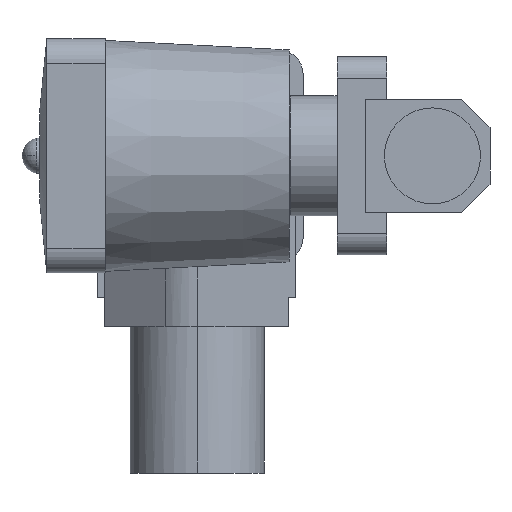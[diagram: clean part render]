
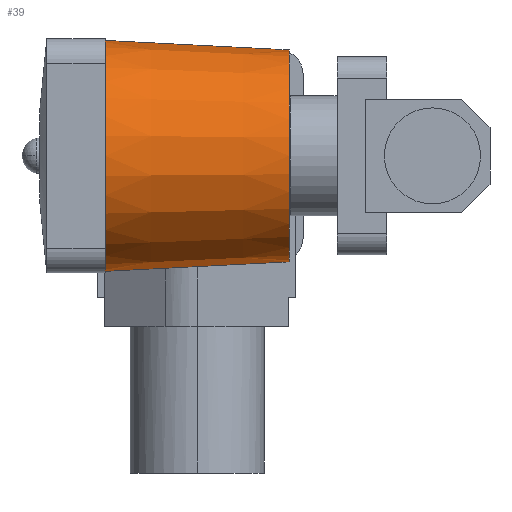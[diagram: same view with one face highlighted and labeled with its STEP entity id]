
A CAD part, left-side view. The second image highlights one B-rep face of the part: STEP entity #39.
In plain terms, the highlighted conical face has half-angle 2.943 degrees and reference radius 30 mm.
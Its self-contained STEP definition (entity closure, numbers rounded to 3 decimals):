
#39 = ADVANCED_FACE ( 'NONE', ( #188 ), #3272, .T. ) ;
#147 = CARTESIAN_POINT ( 'NONE',  ( 0., 7.5, -30. ) ) ;
#188 = FACE_OUTER_BOUND ( 'NONE', #244, .T. ) ;
#244 = EDGE_LOOP ( 'NONE', ( #2735, #2686, #3608, #915 ) ) ;
#315 = EDGE_CURVE ( 'NONE', #3252, #2109, #2050, .T. ) ;
#402 = AXIS2_PLACEMENT_3D ( 'NONE', #2101, #3248, #630 ) ;
#492 = DIRECTION ( 'NONE',  ( 0., 0., 1. ) ) ;
#507 = CIRCLE ( 'NONE', #1728, 32.673 ) ;
#531 = EDGE_CURVE ( 'NONE', #3252, #2205, #3212, .T. ) ;
#630 = DIRECTION ( 'NONE',  ( 0., 0., -1. ) ) ;
#834 = VECTOR ( 'NONE', #931, 1000. ) ;
#873 = CARTESIAN_POINT ( 'NONE',  ( 0., 7.5, 30. ) ) ;
#915 = ORIENTED_EDGE ( 'NONE', *, *, #2152, .F. ) ;
#931 = DIRECTION ( 'NONE',  ( 0., 0.999, 0.051 ) ) ;
#1033 = DIRECTION ( 'NONE',  ( 0., 1., 0. ) ) ;
#1066 = DIRECTION ( 'NONE',  ( 0., 1., 0. ) ) ;
#1308 = AXIS2_PLACEMENT_3D ( 'NONE', #3117, #1033, #492 ) ;
#1309 = DIRECTION ( 'NONE',  ( 0., 0.999, -0.051 ) ) ;
#1728 = AXIS2_PLACEMENT_3D ( 'NONE', #2501, #1066, #1897 ) ;
#1778 = CARTESIAN_POINT ( 'NONE',  ( 0., 7.5, 30. ) ) ;
#1813 = VERTEX_POINT ( 'NONE', #1967 ) ;
#1897 = DIRECTION ( 'NONE',  ( 0., 0., -1. ) ) ;
#1967 = CARTESIAN_POINT ( 'NONE',  ( 0., 59.5, -32.673 ) ) ;
#2050 = CIRCLE ( 'NONE', #402, 30. ) ;
#2101 = CARTESIAN_POINT ( 'NONE',  ( 0., 7.5, 0. ) ) ;
#2109 = VERTEX_POINT ( 'NONE', #3092 ) ;
#2152 = EDGE_CURVE ( 'NONE', #1813, #2205, #507, .T. ) ;
#2205 = VERTEX_POINT ( 'NONE', #2791 ) ;
#2213 = LINE ( 'NONE', #147, #2297 ) ;
#2297 = VECTOR ( 'NONE', #1309, 1000. ) ;
#2501 = CARTESIAN_POINT ( 'NONE',  ( 0., 59.5, 0. ) ) ;
#2686 = ORIENTED_EDGE ( 'NONE', *, *, #315, .F. ) ;
#2735 = ORIENTED_EDGE ( 'NONE', *, *, #3369, .F. ) ;
#2791 = CARTESIAN_POINT ( 'NONE',  ( 0., 59.5, 32.673 ) ) ;
#3092 = CARTESIAN_POINT ( 'NONE',  ( 0., 7.5, -30. ) ) ;
#3117 = CARTESIAN_POINT ( 'NONE',  ( 0., 7.5, 0. ) ) ;
#3212 = LINE ( 'NONE', #1778, #834 ) ;
#3248 = DIRECTION ( 'NONE',  ( 0., -1., 0. ) ) ;
#3252 = VERTEX_POINT ( 'NONE', #873 ) ;
#3272 = CONICAL_SURFACE ( 'NONE', #1308, 30., 0.051 ) ;
#3369 = EDGE_CURVE ( 'NONE', #2109, #1813, #2213, .T. ) ;
#3608 = ORIENTED_EDGE ( 'NONE', *, *, #531, .T. ) ;
